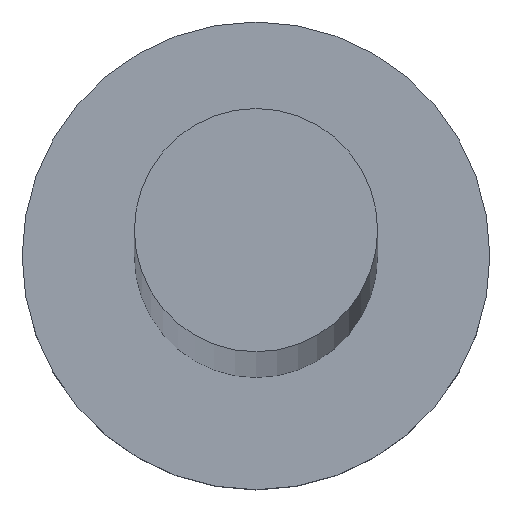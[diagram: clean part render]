
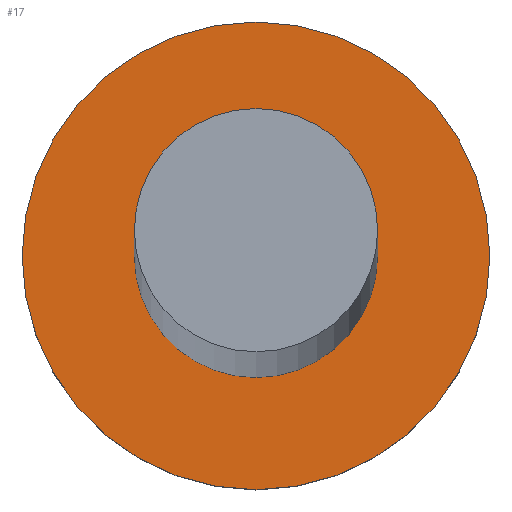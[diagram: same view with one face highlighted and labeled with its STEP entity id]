
A CAD part, top view. The second image highlights one B-rep face of the part: STEP entity #17.
In plain terms, the highlighted planar face has unit normal (0, 0, 1).
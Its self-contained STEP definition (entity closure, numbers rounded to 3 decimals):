
#17 = ADVANCED_FACE ( 'NONE', ( #71, #232 ), #192, .T. ) ;
#25 = CARTESIAN_POINT ( 'NONE',  ( 0., 0., 3. ) ) ;
#36 = DIRECTION ( 'NONE',  ( 1., 0., 0. ) ) ;
#44 = CARTESIAN_POINT ( 'NONE',  ( 0., 0., 3. ) ) ;
#50 = ORIENTED_EDGE ( 'NONE', *, *, #95, .F. ) ;
#53 = ORIENTED_EDGE ( 'NONE', *, *, #206, .T. ) ;
#55 = AXIS2_PLACEMENT_3D ( 'NONE', #44, #225, #161 ) ;
#62 = DIRECTION ( 'NONE',  ( 1., 0., 0. ) ) ;
#71 = FACE_BOUND ( 'NONE', #217, .T. ) ;
#73 = ORIENTED_EDGE ( 'NONE', *, *, #108, .F. ) ;
#77 = CARTESIAN_POINT ( 'NONE',  ( -5., 0., 3. ) ) ;
#95 = EDGE_CURVE ( 'NONE', #187, #190, #239, .T. ) ;
#96 = CARTESIAN_POINT ( 'NONE',  ( 0., 0., 3. ) ) ;
#106 = EDGE_CURVE ( 'NONE', #116, #111, #127, .T. ) ;
#108 = EDGE_CURVE ( 'NONE', #190, #187, #168, .T. ) ;
#111 = VERTEX_POINT ( 'NONE', #77 ) ;
#116 = VERTEX_POINT ( 'NONE', #158 ) ;
#119 = DIRECTION ( 'NONE',  ( 0., 0., 1. ) ) ;
#127 = CIRCLE ( 'NONE', #191, 5. ) ;
#132 = EDGE_LOOP ( 'NONE', ( #53, #235 ) ) ;
#134 = CARTESIAN_POINT ( 'NONE',  ( 0., 0., 3. ) ) ;
#137 = AXIS2_PLACEMENT_3D ( 'NONE', #141, #255, #62 ) ;
#141 = CARTESIAN_POINT ( 'NONE',  ( 0., 0., 3. ) ) ;
#158 = CARTESIAN_POINT ( 'NONE',  ( 5., 0., 3. ) ) ;
#161 = DIRECTION ( 'NONE',  ( 1., 0., 0. ) ) ;
#168 = CIRCLE ( 'NONE', #137, 2.6 ) ;
#176 = AXIS2_PLACEMENT_3D ( 'NONE', #134, #214, #36 ) ;
#177 = DIRECTION ( 'NONE',  ( 0., 0., 1. ) ) ;
#187 = VERTEX_POINT ( 'NONE', #223 ) ;
#190 = VERTEX_POINT ( 'NONE', #196 ) ;
#191 = AXIS2_PLACEMENT_3D ( 'NONE', #25, #119, #197 ) ;
#192 = PLANE ( 'NONE',  #176 ) ;
#193 = CIRCLE ( 'NONE', #246, 5. ) ;
#196 = CARTESIAN_POINT ( 'NONE',  ( 2.6, 0., 3. ) ) ;
#197 = DIRECTION ( 'NONE',  ( 1., 0., 0. ) ) ;
#206 = EDGE_CURVE ( 'NONE', #111, #116, #193, .T. ) ;
#214 = DIRECTION ( 'NONE',  ( 0., 0., 1. ) ) ;
#217 = EDGE_LOOP ( 'NONE', ( #50, #73 ) ) ;
#223 = CARTESIAN_POINT ( 'NONE',  ( -2.6, 0., 3. ) ) ;
#225 = DIRECTION ( 'NONE',  ( 0., 0., 1. ) ) ;
#232 = FACE_OUTER_BOUND ( 'NONE', #132, .T. ) ;
#235 = ORIENTED_EDGE ( 'NONE', *, *, #106, .T. ) ;
#238 = DIRECTION ( 'NONE',  ( 1., 0., 0. ) ) ;
#239 = CIRCLE ( 'NONE', #55, 2.6 ) ;
#246 = AXIS2_PLACEMENT_3D ( 'NONE', #96, #177, #238 ) ;
#255 = DIRECTION ( 'NONE',  ( 0., 0., 1. ) ) ;
